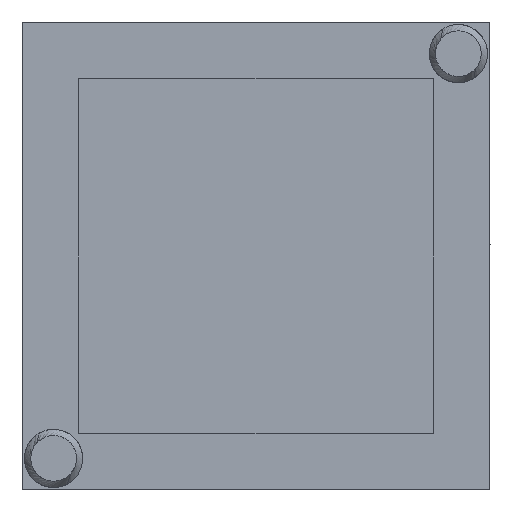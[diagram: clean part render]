
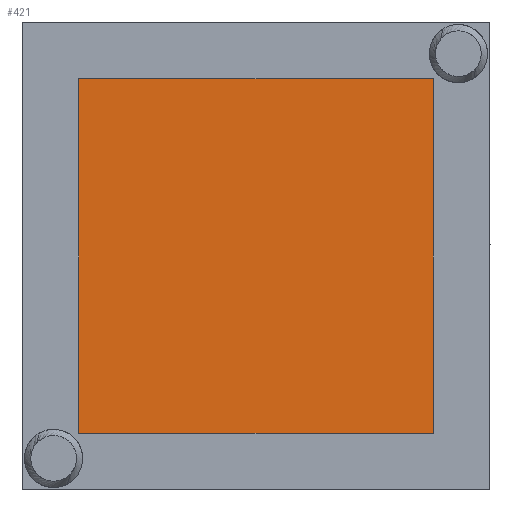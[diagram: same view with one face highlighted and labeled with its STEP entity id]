
A CAD part, left-side view. The second image highlights one B-rep face of the part: STEP entity #421.
In plain terms, the highlighted planar face has unit normal (-1, 0, 0).
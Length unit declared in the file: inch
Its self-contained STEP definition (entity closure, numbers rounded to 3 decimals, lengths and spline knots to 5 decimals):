
#58 = VERTEX_POINT ( 'NONE', #489 ) ;
#63 = VECTOR ( 'NONE', #1287, 39.37008 ) ;
#73 = CARTESIAN_POINT ( 'NONE',  ( 0.085, 0.0225, 0.0225 ) ) ;
#130 = VERTEX_POINT ( 'NONE', #919 ) ;
#188 = PLANE ( 'NONE',  #324 ) ;
#197 = DIRECTION ( 'NONE',  ( 0., 0., -1. ) ) ;
#245 = VERTEX_POINT ( 'NONE', #73 ) ;
#267 = CARTESIAN_POINT ( 'NONE',  ( 0.085, 0.1625, 0.0225 ) ) ;
#291 = CARTESIAN_POINT ( 'NONE',  ( 0.085, 0.0225, 0.0925 ) ) ;
#311 = VERTEX_POINT ( 'NONE', #267 ) ;
#312 = LINE ( 'NONE', #291, #1210 ) ;
#324 = AXIS2_PLACEMENT_3D ( 'NONE', #605, #499, #904 ) ;
#346 = ORIENTED_EDGE ( 'NONE', *, *, #830, .T. ) ;
#415 = EDGE_CURVE ( 'NONE', #58, #130, #1218, .T. ) ;
#421 = ADVANCED_FACE ( 'NONE', ( #789 ), #188, .T. ) ;
#430 = EDGE_CURVE ( 'NONE', #245, #58, #312, .T. ) ;
#440 = ORIENTED_EDGE ( 'NONE', *, *, #415, .T. ) ;
#457 = LINE ( 'NONE', #775, #1188 ) ;
#489 = CARTESIAN_POINT ( 'NONE',  ( 0.085, 0.0225, 0.1625 ) ) ;
#499 = DIRECTION ( 'NONE',  ( -1., 0., 0. ) ) ;
#572 = VECTOR ( 'NONE', #197, 39.37008 ) ;
#605 = CARTESIAN_POINT ( 'NONE',  ( 0.085, 0.1625, 0.0225 ) ) ;
#665 = EDGE_CURVE ( 'NONE', #311, #245, #457, .T. ) ;
#736 = ORIENTED_EDGE ( 'NONE', *, *, #665, .T. ) ;
#775 = CARTESIAN_POINT ( 'NONE',  ( 0.085, 0.0925, 0.0225 ) ) ;
#789 = FACE_OUTER_BOUND ( 'NONE', #1222, .T. ) ;
#830 = EDGE_CURVE ( 'NONE', #130, #311, #999, .T. ) ;
#857 = DIRECTION ( 'NONE',  ( 0., -1., 0. ) ) ;
#878 = CARTESIAN_POINT ( 'NONE',  ( 0.085, 0.0925, 0.1625 ) ) ;
#904 = DIRECTION ( 'NONE',  ( 0., -1., 0. ) ) ;
#919 = CARTESIAN_POINT ( 'NONE',  ( 0.085, 0.1625, 0.1625 ) ) ;
#999 = LINE ( 'NONE', #1097, #572 ) ;
#1097 = CARTESIAN_POINT ( 'NONE',  ( 0.085, 0.1625, 0.0925 ) ) ;
#1131 = ORIENTED_EDGE ( 'NONE', *, *, #430, .T. ) ;
#1188 = VECTOR ( 'NONE', #857, 39.37008 ) ;
#1210 = VECTOR ( 'NONE', #1301, 39.37008 ) ;
#1218 = LINE ( 'NONE', #878, #63 ) ;
#1222 = EDGE_LOOP ( 'NONE', ( #440, #346, #736, #1131 ) ) ;
#1287 = DIRECTION ( 'NONE',  ( 0., 1., 0. ) ) ;
#1301 = DIRECTION ( 'NONE',  ( 0., 0., 1. ) ) ;
